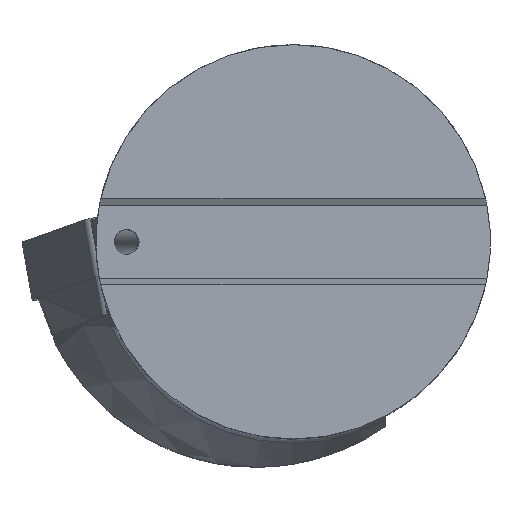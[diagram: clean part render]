
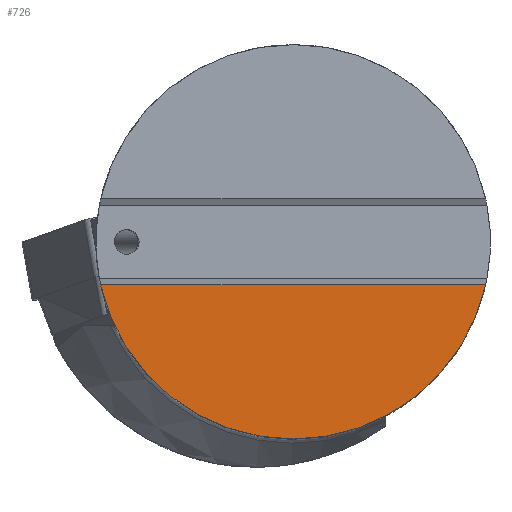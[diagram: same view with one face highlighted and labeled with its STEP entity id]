
A CAD part, top view. The second image highlights one B-rep face of the part: STEP entity #726.
In plain terms, the highlighted planar face has unit normal (0, 0, 1).
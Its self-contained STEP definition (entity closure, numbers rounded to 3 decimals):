
#686=EDGE_CURVE('240[2]',#1638,#1298,#1639,.T.);
#721=EDGE_CURVE('240[2]',#1298,#1638,#1687,.T.);
#726=ADVANCED_FACE('240[2]',(#1692),#1693,.T.);
#1298=VERTEX_POINT('NONE',#2497);
#1638=VERTEX_POINT('NONE',#3152);
#1639=CIRCLE('',#3153,16.0);
#1687=LINE('',#3292,#3293);
#1692=FACE_OUTER_BOUND('',#3310,.T.);
#1693=PLANE('',#3311);
#2497=CARTESIAN_POINT('',(-15.612,-3.5,0.));
#3152=CARTESIAN_POINT('',(15.612,-3.5,0.));
#3153=AXIS2_PLACEMENT_3D('',#4792,#4793,#4794);
#3292=CARTESIAN_POINT('',(-50.0,-3.5,0.));
#3293=VECTOR('',#4865,1000.0);
#3310=EDGE_LOOP('',(#4867,#4868));
#3311=AXIS2_PLACEMENT_3D('',#4869,#4870,#4871);
#4792=CARTESIAN_POINT('',(0.,0.,0.0));
#4793=DIRECTION('',(0.,0.,-1.0));
#4794=DIRECTION('',(0.,1.0,0.));
#4865=DIRECTION('',(1.0,0.,0.));
#4867=ORIENTED_EDGE('',*,*,#721,.F.);
#4868=ORIENTED_EDGE('',*,*,#686,.F.);
#4869=CARTESIAN_POINT('',(-7.0,0.,0.0));
#4870=DIRECTION('',(0.,0.,1.0));
#4871=DIRECTION('',(1.0,0.,0.0));
